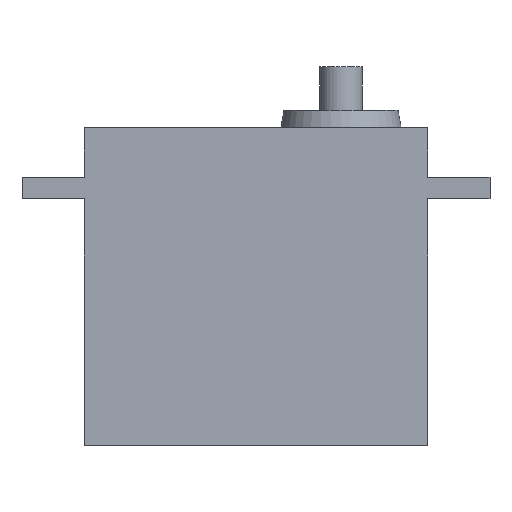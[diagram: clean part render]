
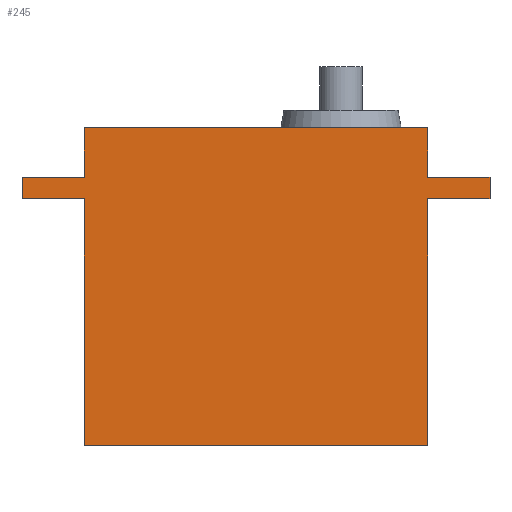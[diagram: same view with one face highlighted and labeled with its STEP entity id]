
A CAD part, front view. The second image highlights one B-rep face of the part: STEP entity #245.
In plain terms, the highlighted planar face has unit normal (0, -1, 0).
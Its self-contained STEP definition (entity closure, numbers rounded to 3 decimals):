
#22 = VERTEX_POINT('',#23);
#23 = CARTESIAN_POINT('',(20.,-10.,31.2));
#31 = EDGE_CURVE('',#22,#32,#34,.T.);
#32 = VERTEX_POINT('',#33);
#33 = CARTESIAN_POINT('',(20.,-10.,37.));
#34 = LINE('',#35,#36);
#35 = CARTESIAN_POINT('',(20.,-10.,0.));
#36 = VECTOR('',#37,1.);
#37 = DIRECTION('',(0.,0.,1.));
#62 = EDGE_CURVE('',#22,#63,#65,.T.);
#63 = VERTEX_POINT('',#64);
#64 = CARTESIAN_POINT('',(27.25,-10.,31.2));
#65 = LINE('',#66,#67);
#66 = CARTESIAN_POINT('',(20.,-10.,31.2));
#67 = VECTOR('',#68,1.);
#68 = DIRECTION('',(1.,0.,0.));
#214 = EDGE_CURVE('',#215,#32,#217,.T.);
#215 = VERTEX_POINT('',#216);
#216 = CARTESIAN_POINT('',(-20.,-10.,37.));
#217 = LINE('',#218,#219);
#218 = CARTESIAN_POINT('',(-20.,-10.,37.));
#219 = VECTOR('',#220,1.);
#220 = DIRECTION('',(1.,0.,0.));
#245 = ADVANCED_FACE('',(#246),#321,.T.);
#246 = FACE_BOUND('',#247,.T.);
#247 = EDGE_LOOP('',(#248,#258,#266,#274,#282,#288,#289,#290,#291,#299,
    #307,#315));
#248 = ORIENTED_EDGE('',*,*,#249,.F.);
#249 = EDGE_CURVE('',#250,#252,#254,.T.);
#250 = VERTEX_POINT('',#251);
#251 = CARTESIAN_POINT('',(-20.,-10.,0.));
#252 = VERTEX_POINT('',#253);
#253 = CARTESIAN_POINT('',(-20.,-10.,28.7));
#254 = LINE('',#255,#256);
#255 = CARTESIAN_POINT('',(-20.,-10.,0.));
#256 = VECTOR('',#257,1.);
#257 = DIRECTION('',(0.,0.,1.));
#258 = ORIENTED_EDGE('',*,*,#259,.T.);
#259 = EDGE_CURVE('',#250,#260,#262,.T.);
#260 = VERTEX_POINT('',#261);
#261 = CARTESIAN_POINT('',(20.,-10.,0.));
#262 = LINE('',#263,#264);
#263 = CARTESIAN_POINT('',(-20.,-10.,0.));
#264 = VECTOR('',#265,1.);
#265 = DIRECTION('',(1.,0.,0.));
#266 = ORIENTED_EDGE('',*,*,#267,.T.);
#267 = EDGE_CURVE('',#260,#268,#270,.T.);
#268 = VERTEX_POINT('',#269);
#269 = CARTESIAN_POINT('',(20.,-10.,28.7));
#270 = LINE('',#271,#272);
#271 = CARTESIAN_POINT('',(20.,-10.,0.));
#272 = VECTOR('',#273,1.);
#273 = DIRECTION('',(0.,0.,1.));
#274 = ORIENTED_EDGE('',*,*,#275,.T.);
#275 = EDGE_CURVE('',#268,#276,#278,.T.);
#276 = VERTEX_POINT('',#277);
#277 = CARTESIAN_POINT('',(27.25,-10.,28.7));
#278 = LINE('',#279,#280);
#279 = CARTESIAN_POINT('',(20.,-10.,28.7));
#280 = VECTOR('',#281,1.);
#281 = DIRECTION('',(1.,0.,0.));
#282 = ORIENTED_EDGE('',*,*,#283,.T.);
#283 = EDGE_CURVE('',#276,#63,#284,.T.);
#284 = LINE('',#285,#286);
#285 = CARTESIAN_POINT('',(27.25,-10.,28.7));
#286 = VECTOR('',#287,1.);
#287 = DIRECTION('',(0.,0.,1.));
#288 = ORIENTED_EDGE('',*,*,#62,.F.);
#289 = ORIENTED_EDGE('',*,*,#31,.T.);
#290 = ORIENTED_EDGE('',*,*,#214,.F.);
#291 = ORIENTED_EDGE('',*,*,#292,.F.);
#292 = EDGE_CURVE('',#293,#215,#295,.T.);
#293 = VERTEX_POINT('',#294);
#294 = CARTESIAN_POINT('',(-20.,-10.,31.2));
#295 = LINE('',#296,#297);
#296 = CARTESIAN_POINT('',(-20.,-10.,0.));
#297 = VECTOR('',#298,1.);
#298 = DIRECTION('',(0.,0.,1.));
#299 = ORIENTED_EDGE('',*,*,#300,.T.);
#300 = EDGE_CURVE('',#293,#301,#303,.T.);
#301 = VERTEX_POINT('',#302);
#302 = CARTESIAN_POINT('',(-27.25,-10.,31.2));
#303 = LINE('',#304,#305);
#304 = CARTESIAN_POINT('',(-20.,-10.,31.2));
#305 = VECTOR('',#306,1.);
#306 = DIRECTION('',(-1.,0.,0.));
#307 = ORIENTED_EDGE('',*,*,#308,.F.);
#308 = EDGE_CURVE('',#309,#301,#311,.T.);
#309 = VERTEX_POINT('',#310);
#310 = CARTESIAN_POINT('',(-27.25,-10.,28.7));
#311 = LINE('',#312,#313);
#312 = CARTESIAN_POINT('',(-27.25,-10.,28.7));
#313 = VECTOR('',#314,1.);
#314 = DIRECTION('',(0.,0.,1.));
#315 = ORIENTED_EDGE('',*,*,#316,.F.);
#316 = EDGE_CURVE('',#252,#309,#317,.T.);
#317 = LINE('',#318,#319);
#318 = CARTESIAN_POINT('',(-20.,-10.,28.7));
#319 = VECTOR('',#320,1.);
#320 = DIRECTION('',(-1.,0.,0.));
#321 = PLANE('',#322);
#322 = AXIS2_PLACEMENT_3D('',#323,#324,#325);
#323 = CARTESIAN_POINT('',(0.,-10.,20.314));
#324 = DIRECTION('',(-0.,-1.,-0.));
#325 = DIRECTION('',(0.,0.,-1.));
